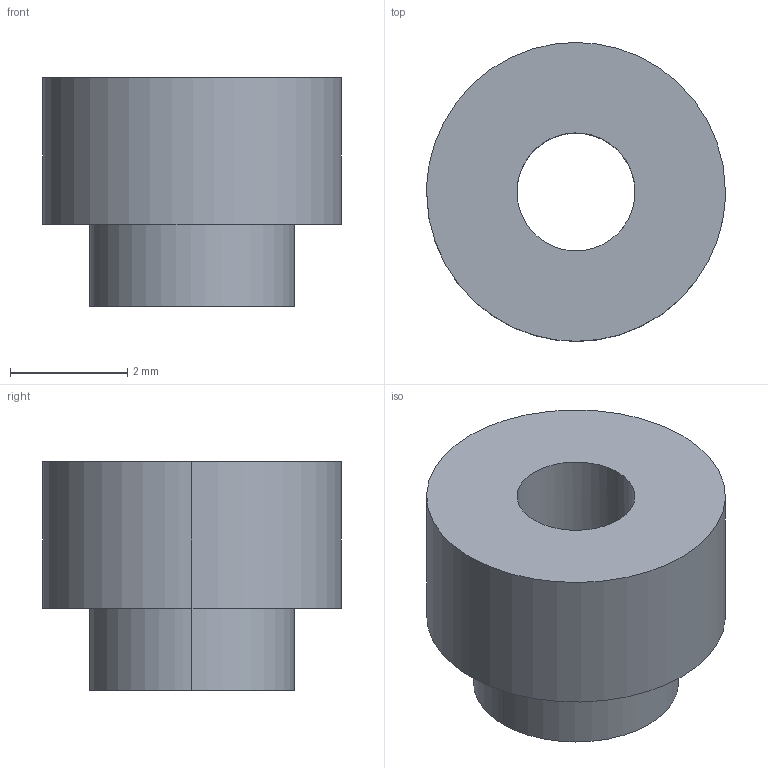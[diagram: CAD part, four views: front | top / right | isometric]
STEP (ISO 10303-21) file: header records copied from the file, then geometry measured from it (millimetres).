
FILE_DESCRIPTION(/* description */ ('Alibre Inc.'),/* implementation_level */ '2;1');
FILE_NAME(/* name */ 'export-957D8F67-6E48-429B-BFEF-61590ABEF4BA',/* time_stamp */ '2020-02-14T11:02:59-08:00',/* author */ (''),/* organization */ (''),/* preprocessor_version */ 'ST-DEVELOPER v17',/* originating_system */ 'Alibre',/* authorisation */ '');
FILE_SCHEMA (('AUTOMOTIVE_DESIGN'));
Length unit declared in the file: millimetre
Bounding box: 5.1 x 5.1 x 3.9 mm (x, y, z)
Volume: 52.2 mm3; surface area: 114.7 mm2
Topology: 1 solids, 1 shells, 9 faces, 18 edges, 12 vertices
Faces by surface type: bspline 6, plane 3
Entity records: 308 total; most frequent: CARTESIAN_POINT 149, ORIENTED_EDGE 36, EDGE_CURVE 18, VERTEX_POINT 12, EDGE_LOOP 12, FACE_BOUND 12, ADVANCED_FACE 9, DIRECTION 7
